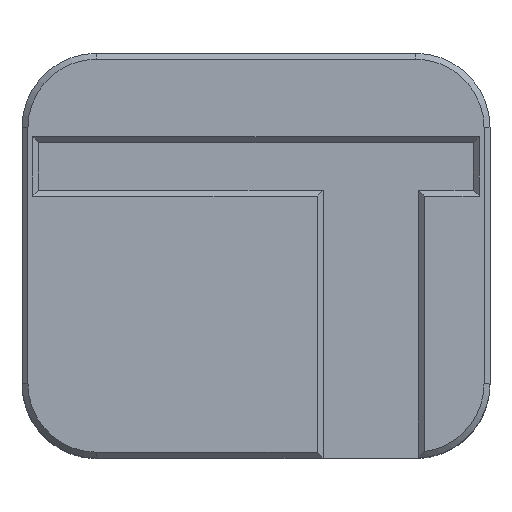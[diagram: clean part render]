
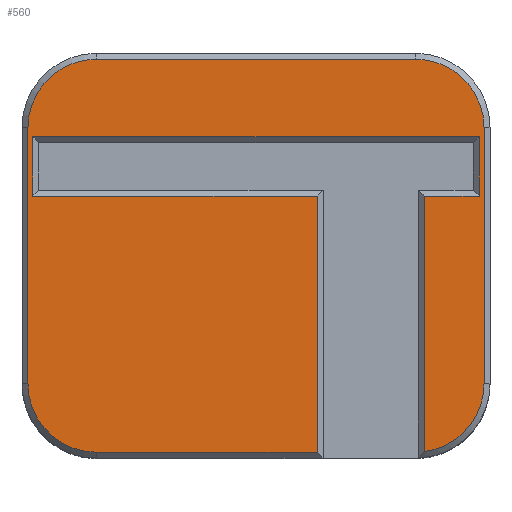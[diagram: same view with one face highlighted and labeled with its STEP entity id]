
A CAD part, top view. The second image highlights one B-rep face of the part: STEP entity #560.
In plain terms, the highlighted planar face has unit normal (0, 0, 1).
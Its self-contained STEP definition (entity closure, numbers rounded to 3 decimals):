
#21=CIRCLE('',#591,11.5);
#23=CIRCLE('',#595,11.5);
#25=CIRCLE('',#599,11.5);
#27=CIRCLE('',#603,11.5);
#60=FACE_OUTER_BOUND('',#93,.T.);
#93=EDGE_LOOP('',(#450,#451,#452,#453,#454,#455,#456,#457,#458,#459,#460,
#461,#462,#463,#464));
#103=LINE('',#792,#167);
#107=LINE('',#800,#171);
#110=LINE('',#806,#174);
#113=LINE('',#812,#177);
#116=LINE('',#818,#180);
#120=LINE('',#830,#184);
#124=LINE('',#842,#188);
#128=LINE('',#854,#192);
#132=LINE('',#871,#196);
#135=LINE('',#877,#199);
#138=LINE('',#881,#202);
#167=VECTOR('',#634,10.);
#171=VECTOR('',#640,10.);
#174=VECTOR('',#645,10.);
#177=VECTOR('',#650,10.);
#180=VECTOR('',#655,10.);
#184=VECTOR('',#667,10.);
#188=VECTOR('',#679,10.);
#192=VECTOR('',#691,10.);
#196=VECTOR('',#703,10.);
#199=VECTOR('',#708,10.);
#202=VECTOR('',#713,10.);
#231=VERTEX_POINT('',#790);
#232=VERTEX_POINT('',#791);
#235=VERTEX_POINT('',#799);
#237=VERTEX_POINT('',#805);
#239=VERTEX_POINT('',#811);
#241=VERTEX_POINT('',#817);
#243=VERTEX_POINT('',#823);
#245=VERTEX_POINT('',#829);
#247=VERTEX_POINT('',#835);
#249=VERTEX_POINT('',#841);
#251=VERTEX_POINT('',#847);
#253=VERTEX_POINT('',#853);
#256=VERTEX_POINT('',#861);
#258=VERTEX_POINT('',#870);
#260=VERTEX_POINT('',#876);
#278=EDGE_CURVE('',#231,#232,#103,.T.);
#282=EDGE_CURVE('',#232,#235,#107,.T.);
#285=EDGE_CURVE('',#235,#237,#110,.T.);
#288=EDGE_CURVE('',#237,#239,#113,.T.);
#291=EDGE_CURVE('',#239,#241,#116,.T.);
#296=EDGE_CURVE('',#241,#243,#21,.T.);
#297=EDGE_CURVE('',#243,#245,#120,.T.);
#302=EDGE_CURVE('',#245,#247,#23,.T.);
#303=EDGE_CURVE('',#247,#249,#124,.T.);
#308=EDGE_CURVE('',#249,#251,#25,.T.);
#309=EDGE_CURVE('',#251,#253,#128,.T.);
#313=EDGE_CURVE('',#253,#256,#27,.T.);
#316=EDGE_CURVE('',#256,#258,#132,.T.);
#319=EDGE_CURVE('',#258,#260,#135,.T.);
#322=EDGE_CURVE('',#260,#231,#138,.T.);
#450=ORIENTED_EDGE('',*,*,#278,.F.);
#451=ORIENTED_EDGE('',*,*,#322,.F.);
#452=ORIENTED_EDGE('',*,*,#319,.F.);
#453=ORIENTED_EDGE('',*,*,#316,.F.);
#454=ORIENTED_EDGE('',*,*,#313,.F.);
#455=ORIENTED_EDGE('',*,*,#309,.F.);
#456=ORIENTED_EDGE('',*,*,#308,.F.);
#457=ORIENTED_EDGE('',*,*,#303,.F.);
#458=ORIENTED_EDGE('',*,*,#302,.F.);
#459=ORIENTED_EDGE('',*,*,#297,.F.);
#460=ORIENTED_EDGE('',*,*,#296,.F.);
#461=ORIENTED_EDGE('',*,*,#291,.F.);
#462=ORIENTED_EDGE('',*,*,#288,.F.);
#463=ORIENTED_EDGE('',*,*,#285,.F.);
#464=ORIENTED_EDGE('',*,*,#282,.F.);
#529=PLANE('',#618);
#560=ADVANCED_FACE('',(#60),#529,.T.);
#591=AXIS2_PLACEMENT_3D('',#827,#663,#664);
#595=AXIS2_PLACEMENT_3D('',#839,#675,#676);
#599=AXIS2_PLACEMENT_3D('',#851,#687,#688);
#603=AXIS2_PLACEMENT_3D('',#862,#698,#699);
#618=AXIS2_PLACEMENT_3D('',#920,#752,#753);
#634=DIRECTION('',(-1.,0.,0.));
#640=DIRECTION('',(0.,-1.,0.));
#645=DIRECTION('',(1.,0.,0.));
#650=DIRECTION('',(0.,-1.,0.));
#655=DIRECTION('',(-1.,0.,0.));
#663=DIRECTION('center_axis',(0.,0.,-1.));
#664=DIRECTION('ref_axis',(-0.707,-0.707,0.));
#667=DIRECTION('',(0.,1.,0.));
#675=DIRECTION('center_axis',(0.,0.,-1.));
#676=DIRECTION('ref_axis',(-0.707,0.707,0.));
#679=DIRECTION('',(1.,0.,0.));
#687=DIRECTION('center_axis',(0.,0.,-1.));
#688=DIRECTION('ref_axis',(0.707,0.707,0.));
#691=DIRECTION('',(0.,-1.,0.));
#698=DIRECTION('center_axis',(0.,0.,-1.));
#699=DIRECTION('ref_axis',(0.707,-0.707,0.));
#703=DIRECTION('',(0.,1.,0.));
#708=DIRECTION('',(1.,0.,0.));
#713=DIRECTION('',(0.,1.,0.));
#752=DIRECTION('center_axis',(0.,0.,1.));
#753=DIRECTION('ref_axis',(1.,0.,0.));
#790=CARTESIAN_POINT('',(76.8,54.,52.8));
#791=CARTESIAN_POINT('',(1.8,54.,52.8));
#792=CARTESIAN_POINT('',(21.05,54.,52.8));
#799=CARTESIAN_POINT('',(1.8,44.,52.8));
#800=CARTESIAN_POINT('',(1.8,39.5,52.8));
#805=CARTESIAN_POINT('',(49.572,44.,52.8));
#806=CARTESIAN_POINT('',(44.936,44.,52.8));
#811=CARTESIAN_POINT('',(49.572,1.,52.8));
#812=CARTESIAN_POINT('',(49.572,17.,52.8));
#817=CARTESIAN_POINT('',(12.5,1.,52.8));
#818=CARTESIAN_POINT('',(19.65,1.,52.8));
#823=CARTESIAN_POINT('',(1.,12.5,52.8));
#827=CARTESIAN_POINT('Origin',(12.5,12.5,52.8));
#829=CARTESIAN_POINT('',(1.,55.5,52.8));
#830=CARTESIAN_POINT('',(1.,51.,52.8));
#835=CARTESIAN_POINT('',(12.5,67.,52.8));
#839=CARTESIAN_POINT('Origin',(12.5,55.5,52.8));
#841=CARTESIAN_POINT('',(66.1,67.,52.8));
#842=CARTESIAN_POINT('',(58.95,67.,52.8));
#847=CARTESIAN_POINT('',(77.6,55.5,52.8));
#851=CARTESIAN_POINT('Origin',(66.1,55.5,52.8));
#853=CARTESIAN_POINT('',(77.6,12.5,52.8));
#854=CARTESIAN_POINT('',(77.6,17.,52.8));
#861=CARTESIAN_POINT('',(67.572,1.095,52.8));
#862=CARTESIAN_POINT('Origin',(66.1,12.5,52.8));
#870=CARTESIAN_POINT('',(67.572,44.,52.8));
#871=CARTESIAN_POINT('',(67.572,39.5,52.8));
#876=CARTESIAN_POINT('',(76.8,44.,52.8));
#877=CARTESIAN_POINT('',(57.55,44.,52.8));
#881=CARTESIAN_POINT('',(76.8,43.5,52.8));
#920=CARTESIAN_POINT('Origin',(39.3,34.,52.8));
